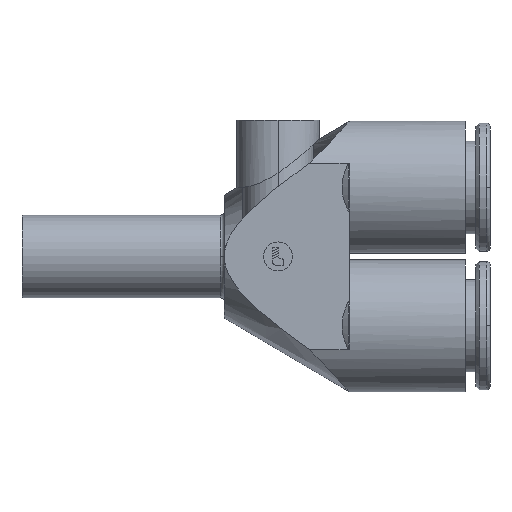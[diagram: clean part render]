
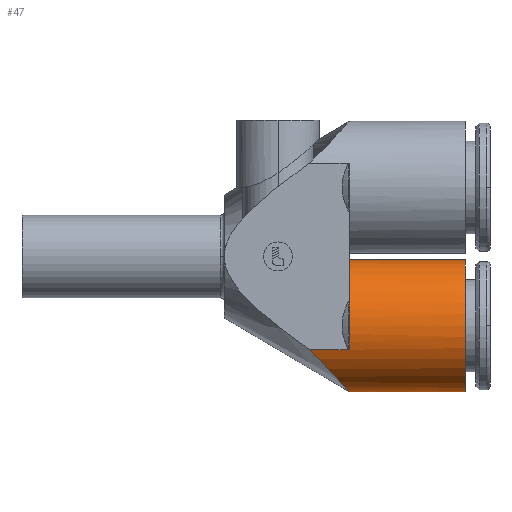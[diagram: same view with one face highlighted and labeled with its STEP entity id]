
A CAD part, top view. The second image highlights one B-rep face of the part: STEP entity #47.
In plain terms, the highlighted cylindrical face has radius 8 mm (diameter 16 mm), a partial arc.
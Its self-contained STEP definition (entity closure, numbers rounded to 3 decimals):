
#47=ADVANCED_FACE('',(#146),#147,.T.);
#146=FACE_OUTER_BOUND('',#353,.T.);
#147=CYLINDRICAL_SURFACE('',#354,8.0);
#353=EDGE_LOOP('',(#569,#570,#571,#572,#573,#574,#575,#576));
#354=AXIS2_PLACEMENT_3D('',#577,#578,#579);
#569=ORIENTED_EDGE('',*,*,#1325,.F.);
#570=ORIENTED_EDGE('',*,*,#1326,.F.);
#571=ORIENTED_EDGE('',*,*,#1327,.T.);
#572=ORIENTED_EDGE('',*,*,#1328,.T.);
#573=ORIENTED_EDGE('',*,*,#1329,.T.);
#574=ORIENTED_EDGE('',*,*,#1330,.T.);
#575=ORIENTED_EDGE('',*,*,#1331,.F.);
#576=ORIENTED_EDGE('',*,*,#1332,.F.);
#577=CARTESIAN_POINT('',(32.06,-8.38,0.));
#578=DIRECTION('',(1.0,0.,0.));
#579=DIRECTION('',(0.,1.0,0.));
#1325=EDGE_CURVE('',#1567,#1568,#1569,.T.);
#1326=EDGE_CURVE('',#1570,#1567,#1571,.T.);
#1327=EDGE_CURVE('',#1570,#1572,#1573,.T.);
#1328=EDGE_CURVE('',#1572,#1574,#1575,.T.);
#1329=EDGE_CURVE('',#1574,#1576,#1577,.T.);
#1330=EDGE_CURVE('',#1576,#1578,#1579,.T.);
#1331=EDGE_CURVE('',#1580,#1578,#1581,.T.);
#1332=EDGE_CURVE('',#1568,#1580,#1582,.T.);
#1567=VERTEX_POINT('',#1993);
#1568=VERTEX_POINT('',#1994);
#1569=LINE('',#1995,#1996);
#1570=VERTEX_POINT('',#1997);
#1571=CIRCLE('',#1998,8.0);
#1572=VERTEX_POINT('',#1999);
#1573=CIRCLE('',#2000,8.0);
#1574=VERTEX_POINT('',#2001);
#1575=CIRCLE('',#2002,8.0);
#1576=VERTEX_POINT('',#2003);
#1577=LINE('',#2004,#2005);
#1578=VERTEX_POINT('',#2006);
#1579=B_SPLINE_CURVE_WITH_KNOTS('',3,(#2007,#2008,#2009,#2010,#2011,#2012,#2013,#2014,#2015,#2016,#2017,#2018,#2019,#2020,#2021,#2022,#2023,#2024,#2025,#2026,#2027,#2028,#2029,#2030,#2031,#2032,#2033,#2034,#2035,#2036,#2037,#2038,#2039,#2040,#2041,#2042,#2043,#2044),.UNSPECIFIED.,.F.,.F.,(4,2,2,2,2,2,2,2,2,2,2,2,2,2,2,2,2,2,4),(10.727,14.303,15.713,17.124,18.535,19.945,20.998,22.052,23.105,24.158,25.211,26.264,27.317,28.37,29.781,31.192,32.602,34.013,37.589),.UNSPECIFIED.);
#1580=VERTEX_POINT('',#2045);
#1581=LINE('',#2046,#2047);
#1582=CIRCLE('',#2048,8.0);
#1993=CARTESIAN_POINT('',(39.62,-0.38,0.));
#1994=CARTESIAN_POINT('',(53.67,-0.38,0.));
#1995=CARTESIAN_POINT('',(44.233,-0.38,0.));
#1996=VECTOR('',#2885,1.0);
#1997=CARTESIAN_POINT('',(39.62,-5.465,7.45));
#1998=AXIS2_PLACEMENT_3D('',#2886,#2887,#2888);
#1999=CARTESIAN_POINT('',(39.62,-8.38,8.));
#2000=AXIS2_PLACEMENT_3D('',#2889,#2890,#2891);
#2001=CARTESIAN_POINT('',(39.62,-11.295,7.45));
#2002=AXIS2_PLACEMENT_3D('',#2892,#2893,#2894);
#2003=CARTESIAN_POINT('',(34.796,-11.295,7.45));
#2004=CARTESIAN_POINT('',(32.06,-11.295,7.45));
#2005=VECTOR('',#2895,1.0);
#2006=CARTESIAN_POINT('',(39.62,-16.38,0.));
#2007=CARTESIAN_POINT('',(32.612,-9.312,7.946));
#2008=CARTESIAN_POINT('',(33.546,-10.118,7.851));
#2009=CARTESIAN_POINT('',(34.429,-10.935,7.631));
#2010=CARTESIAN_POINT('',(35.564,-12.038,7.123));
#2011=CARTESIAN_POINT('',(35.891,-12.362,6.949));
#2012=CARTESIAN_POINT('',(36.531,-13.01,6.535));
#2013=CARTESIAN_POINT('',(36.843,-13.333,6.296));
#2014=CARTESIAN_POINT('',(37.434,-13.954,5.754));
#2015=CARTESIAN_POINT('',(37.711,-14.251,5.451));
#2016=CARTESIAN_POINT('',(38.215,-14.798,4.795));
#2017=CARTESIAN_POINT('',(38.442,-15.048,4.441));
#2018=CARTESIAN_POINT('',(38.783,-15.428,3.798));
#2019=CARTESIAN_POINT('',(38.922,-15.584,3.497));
#2020=CARTESIAN_POINT('',(39.168,-15.862,2.853));
#2021=CARTESIAN_POINT('',(39.275,-15.984,2.512));
#2022=CARTESIAN_POINT('',(39.448,-16.182,1.806));
#2023=CARTESIAN_POINT('',(39.514,-16.257,1.442));
#2024=CARTESIAN_POINT('',(39.6,-16.356,0.715));
#2025=CARTESIAN_POINT('',(39.62,-16.38,0.351));
#2026=CARTESIAN_POINT('',(39.62,-16.38,-0.351));
#2027=CARTESIAN_POINT('',(39.6,-16.356,-0.715));
#2028=CARTESIAN_POINT('',(39.514,-16.257,-1.442));
#2029=CARTESIAN_POINT('',(39.448,-16.182,-1.806));
#2030=CARTESIAN_POINT('',(39.275,-15.984,-2.512));
#2031=CARTESIAN_POINT('',(39.168,-15.862,-2.853));
#2032=CARTESIAN_POINT('',(38.922,-15.584,-3.497));
#2033=CARTESIAN_POINT('',(38.783,-15.428,-3.798));
#2034=CARTESIAN_POINT('',(38.442,-15.048,-4.441));
#2035=CARTESIAN_POINT('',(38.215,-14.798,-4.795));
#2036=CARTESIAN_POINT('',(37.711,-14.251,-5.451));
#2037=CARTESIAN_POINT('',(37.434,-13.954,-5.754));
#2038=CARTESIAN_POINT('',(36.843,-13.333,-6.296));
#2039=CARTESIAN_POINT('',(36.531,-13.01,-6.535));
#2040=CARTESIAN_POINT('',(35.891,-12.362,-6.949));
#2041=CARTESIAN_POINT('',(35.564,-12.038,-7.123));
#2042=CARTESIAN_POINT('',(34.429,-10.935,-7.631));
#2043=CARTESIAN_POINT('',(33.546,-10.118,-7.851));
#2044=CARTESIAN_POINT('',(32.612,-9.312,-7.946));
#2045=CARTESIAN_POINT('',(53.67,-16.38,0.));
#2046=CARTESIAN_POINT('',(44.233,-16.38,0.));
#2047=VECTOR('',#2896,1.0);
#2048=AXIS2_PLACEMENT_3D('',#2897,#2898,#2899);
#2885=DIRECTION('',(1.0,0.,0.));
#2886=CARTESIAN_POINT('',(39.62,-8.38,0.));
#2887=DIRECTION('',(-1.0,0.,0.));
#2888=DIRECTION('',(0.,0.,-1.0));
#2889=CARTESIAN_POINT('',(39.62,-8.38,0.));
#2890=DIRECTION('',(1.0,0.,0.));
#2891=DIRECTION('',(0.,1.0,0.));
#2892=CARTESIAN_POINT('',(39.62,-8.38,0.));
#2893=DIRECTION('',(1.0,0.,0.));
#2894=DIRECTION('',(0.,1.0,0.));
#2895=DIRECTION('',(-1.0,0.,0.));
#2896=DIRECTION('',(-1.0,0.,0.));
#2897=CARTESIAN_POINT('',(53.67,-8.38,0.));
#2898=DIRECTION('',(1.0,0.0,0.));
#2899=DIRECTION('',(0.,1.0,0.));
